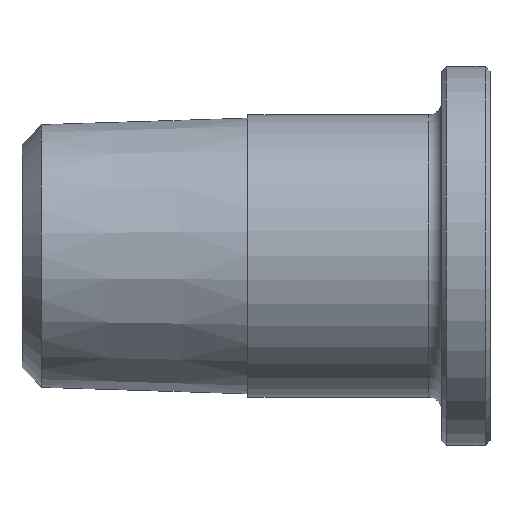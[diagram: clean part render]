
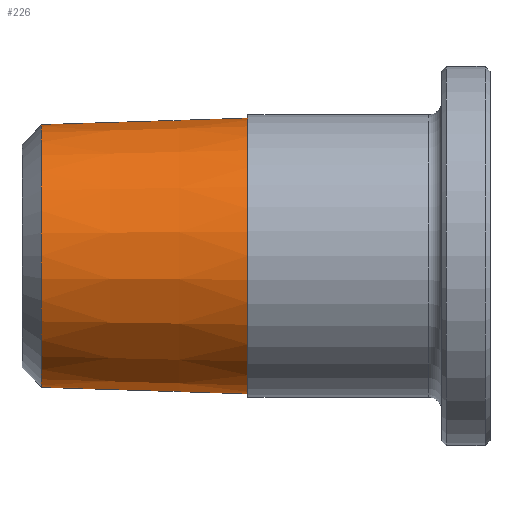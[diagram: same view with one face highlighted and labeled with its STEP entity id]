
A CAD part, top view. The second image highlights one B-rep face of the part: STEP entity #226.
In plain terms, the highlighted conical face has half-angle 1.8 degrees and reference radius 8.32 mm.
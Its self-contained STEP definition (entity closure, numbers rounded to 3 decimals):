
#20=CONICAL_SURFACE('',#280,8.32,0.031);
#29=LINE('',#427,#38);
#38=VECTOR('',#361,8.32);
#62=FACE_OUTER_BOUND('',#79,.T.);
#79=EDGE_LOOP('',(#206,#207,#208,#209,#210));
#100=CIRCLE('',#278,8.138);
#101=CIRCLE('',#279,8.138);
#102=CIRCLE('',#281,8.54);
#120=VERTEX_POINT('',#419);
#121=VERTEX_POINT('',#420);
#122=VERTEX_POINT('',#425);
#148=EDGE_CURVE('',#120,#121,#100,.T.);
#149=EDGE_CURVE('',#121,#120,#101,.T.);
#151=EDGE_CURVE('',#122,#122,#102,.T.);
#152=EDGE_CURVE('',#122,#121,#29,.T.);
#206=ORIENTED_EDGE('',*,*,#151,.F.);
#207=ORIENTED_EDGE('',*,*,#152,.T.);
#208=ORIENTED_EDGE('',*,*,#148,.F.);
#209=ORIENTED_EDGE('',*,*,#149,.F.);
#210=ORIENTED_EDGE('',*,*,#152,.F.);
#226=ADVANCED_FACE('',(#62),#20,.T.);
#278=AXIS2_PLACEMENT_3D('',#421,#352,#353);
#279=AXIS2_PLACEMENT_3D('',#422,#354,#355);
#280=AXIS2_PLACEMENT_3D('',#424,#357,#358);
#281=AXIS2_PLACEMENT_3D('',#426,#359,#360);
#352=DIRECTION('center_axis',(-1.,0.,0.));
#353=DIRECTION('ref_axis',(0.,-1.,0.));
#354=DIRECTION('center_axis',(-1.,0.,0.));
#355=DIRECTION('ref_axis',(0.,-1.,0.));
#357=DIRECTION('center_axis',(1.,0.,0.));
#358=DIRECTION('ref_axis',(0.,1.,0.));
#359=DIRECTION('center_axis',(1.,0.,0.));
#360=DIRECTION('ref_axis',(0.,0.,-1.));
#361=DIRECTION('',(-1.,0.031,0.));
#419=CARTESIAN_POINT('',(-27.801,8.138,0.));
#420=CARTESIAN_POINT('',(-27.801,-8.138,0.));
#421=CARTESIAN_POINT('Origin',(-27.801,0.,0.));
#422=CARTESIAN_POINT('Origin',(-27.801,0.,0.));
#424=CARTESIAN_POINT('Origin',(-22.,0.,0.));
#425=CARTESIAN_POINT('',(-15.,-8.54,0.));
#426=CARTESIAN_POINT('Origin',(-15.,0.,0.));
#427=CARTESIAN_POINT('',(-22.,-8.32,0.));
